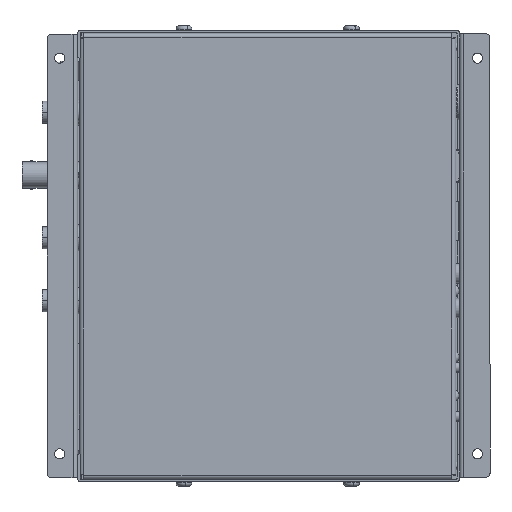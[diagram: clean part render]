
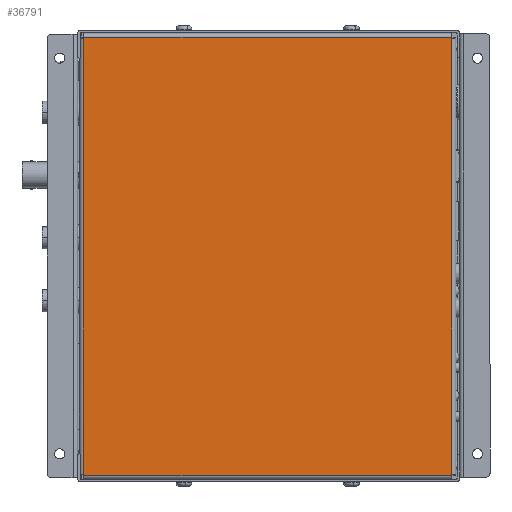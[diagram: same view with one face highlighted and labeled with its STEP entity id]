
A CAD part, front view. The second image highlights one B-rep face of the part: STEP entity #36791.
In plain terms, the highlighted face is planar.
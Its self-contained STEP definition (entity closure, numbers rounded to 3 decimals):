
#17191 = DIRECTION ( 'NONE',  ( 0., -1., 0. ) ) ;
#17197 = VECTOR ( 'NONE', #17191, 1000. ) ;
#18449 = CARTESIAN_POINT ( 'NONE',  ( 67.043, 79.566, 0. ) ) ;
#18450 = LINE ( 'NONE', #18449, #17197 ) ;
#18452 = DIRECTION ( 'NONE',  ( 1., 0., 0. ) ) ;
#18453 = VECTOR ( 'NONE', #18452, 1000. ) ;
#18454 = CARTESIAN_POINT ( 'NONE',  ( 66.865, 79.292, 0. ) ) ;
#18455 = DIRECTION ( 'NONE',  ( -1., 0., 0. ) ) ;
#18456 = DIRECTION ( 'NONE',  ( 0., 0., -1. ) ) ;
#18457 = CARTESIAN_POINT ( 'NONE',  ( 66.865, 79.565, 0. ) ) ;
#18458 = AXIS2_PLACEMENT_3D ( 'NONE', #18457, #18456, #18455 ) ;
#18459 = LINE ( 'NONE', #18454, #18453 ) ;
#18460 = PLANE ( 'NONE',  #18458 ) ;
#18461 = FACE_OUTER_BOUND ( 'NONE', #36861, .T. ) ;
#18469 = DIRECTION ( 'NONE',  ( 0., 1., 0. ) ) ;
#18470 = VECTOR ( 'NONE', #18469, 1000. ) ;
#18471 = CARTESIAN_POINT ( 'NONE',  ( 66.865, 79.565, 0. ) ) ;
#18472 = LINE ( 'NONE', #18471, #18470 ) ;
#18473 = CARTESIAN_POINT ( 'NONE',  ( 66.865, 79.743, 0. ) ) ;
#18474 = DIRECTION ( 'NONE',  ( 1., 0., 0. ) ) ;
#18475 = VECTOR ( 'NONE', #18474, 1000. ) ;
#18476 = CARTESIAN_POINT ( 'NONE',  ( -66.865, 79.743, 0. ) ) ;
#18477 = LINE ( 'NONE', #18476, #18475 ) ;
#18507 = CARTESIAN_POINT ( 'NONE',  ( 66.865, -79.292, 0. ) ) ;
#18508 = DIRECTION ( 'NONE',  ( -1., 0., 0. ) ) ;
#18509 = VECTOR ( 'NONE', #18508, 1000. ) ;
#18510 = CARTESIAN_POINT ( 'NONE',  ( 66.865, -79.292, 0. ) ) ;
#18511 = LINE ( 'NONE', #18510, #18509 ) ;
#18512 = CARTESIAN_POINT ( 'NONE',  ( 67.043, -79.292, 0. ) ) ;
#18577 = CARTESIAN_POINT ( 'NONE',  ( -67.043, -79.292, 0. ) ) ;
#18578 = DIRECTION ( 'NONE',  ( -1., 0., 0. ) ) ;
#18579 = VECTOR ( 'NONE', #18578, 1000. ) ;
#18580 = CARTESIAN_POINT ( 'NONE',  ( 66.865, -79.292, 0. ) ) ;
#18581 = LINE ( 'NONE', #18580, #18579 ) ;
#18582 = CARTESIAN_POINT ( 'NONE',  ( -66.865, -79.292, 0. ) ) ;
#18583 = DIRECTION ( 'NONE',  ( 0., -1., 0. ) ) ;
#18584 = VECTOR ( 'NONE', #18583, 1000. ) ;
#18585 = CARTESIAN_POINT ( 'NONE',  ( -66.865, -79.565, 0. ) ) ;
#18586 = LINE ( 'NONE', #18585, #18584 ) ;
#18587 = CARTESIAN_POINT ( 'NONE',  ( -66.865, -79.743, 0. ) ) ;
#18588 = DIRECTION ( 'NONE',  ( -1., 0., 0. ) ) ;
#18589 = VECTOR ( 'NONE', #18588, 1000. ) ;
#18590 = CARTESIAN_POINT ( 'NONE',  ( 66.865, -79.743, 0. ) ) ;
#18591 = LINE ( 'NONE', #18590, #18589 ) ;
#18592 = CARTESIAN_POINT ( 'NONE',  ( 66.865, -79.743, 0. ) ) ;
#18593 = DIRECTION ( 'NONE',  ( 0., 1., 0. ) ) ;
#18594 = VECTOR ( 'NONE', #18593, 1000. ) ;
#18595 = CARTESIAN_POINT ( 'NONE',  ( 66.865, -79.565, 0. ) ) ;
#18596 = LINE ( 'NONE', #18595, #18594 ) ;
#18597 = CARTESIAN_POINT ( 'NONE',  ( 67.043, 79.292, 0. ) ) ;
#18598 = CARTESIAN_POINT ( 'NONE',  ( 66.865, 79.292, 0. ) ) ;
#18617 = CARTESIAN_POINT ( 'NONE',  ( -66.865, 79.743, 0. ) ) ;
#18618 = DIRECTION ( 'NONE',  ( 0., -1., 0. ) ) ;
#18619 = VECTOR ( 'NONE', #18618, 1000. ) ;
#18620 = CARTESIAN_POINT ( 'NONE',  ( -66.865, 79.565, 0. ) ) ;
#18621 = LINE ( 'NONE', #18620, #18619 ) ;
#18622 = CARTESIAN_POINT ( 'NONE',  ( -66.865, 79.292, 0. ) ) ;
#18623 = DIRECTION ( 'NONE',  ( 1., 0., 0. ) ) ;
#18624 = VECTOR ( 'NONE', #18623, 1000. ) ;
#18625 = CARTESIAN_POINT ( 'NONE',  ( 66.865, 79.292, 0. ) ) ;
#18626 = LINE ( 'NONE', #18625, #18624 ) ;
#18636 = CARTESIAN_POINT ( 'NONE',  ( -67.043, -79.565, 0. ) ) ;
#18637 = LINE ( 'NONE', #18636, #18699 ) ;
#18697 = CARTESIAN_POINT ( 'NONE',  ( -67.043, 79.292, 0. ) ) ;
#18698 = DIRECTION ( 'NONE',  ( 0., 1., 0. ) ) ;
#18699 = VECTOR ( 'NONE', #18698, 1000. ) ;
#36783 = ORIENTED_EDGE ( 'NONE', *, *, #36784, .T. ) ;
#36784 = EDGE_CURVE ( 'NONE', #36866, #36785, #18477, .T. ) ;
#36785 = VERTEX_POINT ( 'NONE', #18473 ) ;
#36786 = ORIENTED_EDGE ( 'NONE', *, *, #36787, .F. ) ;
#36787 = EDGE_CURVE ( 'NONE', #36836, #36785, #18472, .T. ) ;
#36791 = ADVANCED_FACE ( 'NONE', ( #18461 ), #18460, .T. ) ;
#36792 = ORIENTED_EDGE ( 'NONE', *, *, #36793, .T. ) ;
#36793 = EDGE_CURVE ( 'NONE', #36836, #36837, #18459, .T. ) ;
#36794 = EDGE_CURVE ( 'NONE', #36837, #36795, #18450, .T. ) ;
#36795 = VERTEX_POINT ( 'NONE', #18512 ) ;
#36796 = ORIENTED_EDGE ( 'NONE', *, *, #36797, .T. ) ;
#36797 = EDGE_CURVE ( 'NONE', #36795, #36798, #18511, .T. ) ;
#36798 = VERTEX_POINT ( 'NONE', #18507 ) ;
#36836 = VERTEX_POINT ( 'NONE', #18598 ) ;
#36837 = VERTEX_POINT ( 'NONE', #18597 ) ;
#36838 = ORIENTED_EDGE ( 'NONE', *, *, #36794, .T. ) ;
#36839 = ORIENTED_EDGE ( 'NONE', *, *, #36840, .F. ) ;
#36840 = EDGE_CURVE ( 'NONE', #36841, #36798, #18596, .T. ) ;
#36841 = VERTEX_POINT ( 'NONE', #18592 ) ;
#36842 = ORIENTED_EDGE ( 'NONE', *, *, #36843, .T. ) ;
#36843 = EDGE_CURVE ( 'NONE', #36841, #36844, #18591, .T. ) ;
#36844 = VERTEX_POINT ( 'NONE', #18587 ) ;
#36845 = ORIENTED_EDGE ( 'NONE', *, *, #36846, .F. ) ;
#36846 = EDGE_CURVE ( 'NONE', #36847, #36844, #18586, .T. ) ;
#36847 = VERTEX_POINT ( 'NONE', #18582 ) ;
#36848 = ORIENTED_EDGE ( 'NONE', *, *, #36849, .T. ) ;
#36849 = EDGE_CURVE ( 'NONE', #36847, #36850, #18581, .T. ) ;
#36850 = VERTEX_POINT ( 'NONE', #18577 ) ;
#36861 = EDGE_LOOP ( 'NONE', ( #36792, #36838, #36796, #36839, #36842, #36845, #36848, #36896, #36899, #36864, #36783, #36786 ) ) ;
#36862 = EDGE_CURVE ( 'NONE', #36898, #36863, #18626, .T. ) ;
#36863 = VERTEX_POINT ( 'NONE', #18622 ) ;
#36864 = ORIENTED_EDGE ( 'NONE', *, *, #36865, .F. ) ;
#36865 = EDGE_CURVE ( 'NONE', #36866, #36863, #18621, .T. ) ;
#36866 = VERTEX_POINT ( 'NONE', #18617 ) ;
#36896 = ORIENTED_EDGE ( 'NONE', *, *, #36897, .T. ) ;
#36897 = EDGE_CURVE ( 'NONE', #36850, #36898, #18637, .T. ) ;
#36898 = VERTEX_POINT ( 'NONE', #18697 ) ;
#36899 = ORIENTED_EDGE ( 'NONE', *, *, #36862, .T. ) ;
